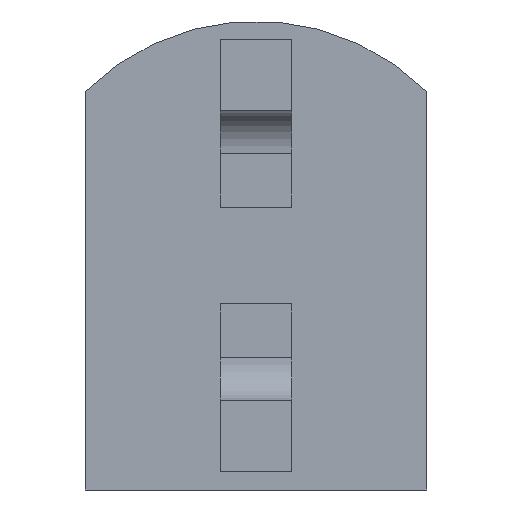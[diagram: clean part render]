
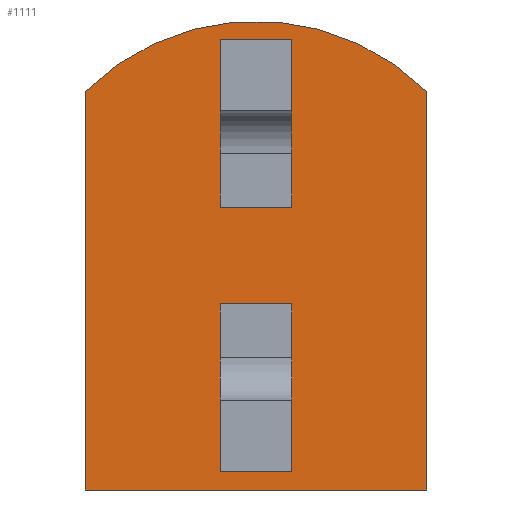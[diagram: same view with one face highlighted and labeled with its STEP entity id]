
A CAD part, front view. The second image highlights one B-rep face of the part: STEP entity #1111.
In plain terms, the highlighted planar face has unit normal (0, -1, 0).
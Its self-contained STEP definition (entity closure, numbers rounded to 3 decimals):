
#9 = CARTESIAN_POINT ( 'NONE',  ( -0.25, 0., -0.34 ) ) ;
#15 = VECTOR ( 'NONE', #678, 1000. ) ;
#23 = EDGE_CURVE ( 'NONE', #591, #342, #181, .T. ) ;
#27 = CARTESIAN_POINT ( 'NONE',  ( -1.2, 0., -1.65 ) ) ;
#38 = LINE ( 'NONE', #405, #15 ) ;
#47 = LINE ( 'NONE', #416, #1016 ) ;
#63 = CARTESIAN_POINT ( 'NONE',  ( 0.25, 0., -0.34 ) ) ;
#66 = LINE ( 'NONE', #759, #567 ) ;
#69 = ORIENTED_EDGE ( 'NONE', *, *, #851, .T. ) ;
#88 = CARTESIAN_POINT ( 'NONE',  ( -1.2, 0., 0. ) ) ;
#101 = VECTOR ( 'NONE', #1015, 1000. ) ;
#125 = EDGE_LOOP ( 'NONE', ( #464, #229, #540, #1141 ) ) ;
#133 = VERTEX_POINT ( 'NONE', #292 ) ;
#170 = CARTESIAN_POINT ( 'NONE',  ( 0., 0., -1.65 ) ) ;
#172 = ORIENTED_EDGE ( 'NONE', *, *, #262, .T. ) ;
#181 = LINE ( 'NONE', #875, #781 ) ;
#182 = CARTESIAN_POINT ( 'NONE',  ( 0.25, 0., -1.191 ) ) ;
#185 = LINE ( 'NONE', #88, #1100 ) ;
#191 = CARTESIAN_POINT ( 'NONE',  ( 0.25, 0., 1.191 ) ) ;
#195 = CARTESIAN_POINT ( 'NONE',  ( 1.2, 0., 0. ) ) ;
#211 = EDGE_CURVE ( 'NONE', #793, #1080, #47, .T. ) ;
#215 = VECTOR ( 'NONE', #755, 1000. ) ;
#216 = AXIS2_PLACEMENT_3D ( 'NONE', #599, #241, #675 ) ;
#228 = DIRECTION ( 'NONE',  ( 0., 0., 1. ) ) ;
#229 = ORIENTED_EDGE ( 'NONE', *, *, #334, .F. ) ;
#241 = DIRECTION ( 'NONE',  ( 0., 1., 0. ) ) ;
#262 = EDGE_CURVE ( 'NONE', #878, #279, #681, .T. ) ;
#263 = LINE ( 'NONE', #617, #868 ) ;
#264 = EDGE_CURVE ( 'NONE', #878, #1099, #66, .T. ) ;
#279 = VERTEX_POINT ( 'NONE', #421 ) ;
#292 = CARTESIAN_POINT ( 'NONE',  ( 1.2, 0., 1.154 ) ) ;
#295 = DIRECTION ( 'NONE',  ( 0., 0., 1. ) ) ;
#321 = FACE_OUTER_BOUND ( 'NONE', #125, .T. ) ;
#334 = EDGE_CURVE ( 'NONE', #937, #887, #185, .T. ) ;
#341 = PLANE ( 'NONE',  #216 ) ;
#342 = VERTEX_POINT ( 'NONE', #191 ) ;
#379 = LINE ( 'NONE', #195, #1032 ) ;
#405 = CARTESIAN_POINT ( 'NONE',  ( 0.25, 0., 0.34 ) ) ;
#416 = CARTESIAN_POINT ( 'NONE',  ( -0.25, 0., 1.191 ) ) ;
#418 = CARTESIAN_POINT ( 'NONE',  ( 0., 0., -0.05 ) ) ;
#421 = CARTESIAN_POINT ( 'NONE',  ( -0.25, 0., -1.191 ) ) ;
#424 = CARTESIAN_POINT ( 'NONE',  ( 1.2, 0., -1.65 ) ) ;
#441 = AXIS2_PLACEMENT_3D ( 'NONE', #418, #951, #769 ) ;
#464 = ORIENTED_EDGE ( 'NONE', *, *, #653, .T. ) ;
#478 = DIRECTION ( 'NONE',  ( 0., 0., 1. ) ) ;
#512 = ORIENTED_EDGE ( 'NONE', *, *, #848, .T. ) ;
#518 = CARTESIAN_POINT ( 'NONE',  ( 0.25, 0., -1.191 ) ) ;
#522 = LINE ( 'NONE', #170, #101 ) ;
#525 = DIRECTION ( 'NONE',  ( -1., 0., 0. ) ) ;
#540 = ORIENTED_EDGE ( 'NONE', *, *, #690, .F. ) ;
#567 = VECTOR ( 'NONE', #228, 1000. ) ;
#572 = ORIENTED_EDGE ( 'NONE', *, *, #264, .F. ) ;
#591 = VERTEX_POINT ( 'NONE', #954 ) ;
#599 = CARTESIAN_POINT ( 'NONE',  ( 0., 0., 0. ) ) ;
#601 = EDGE_LOOP ( 'NONE', ( #646, #613, #512, #616 ) ) ;
#612 = LINE ( 'NONE', #63, #637 ) ;
#613 = ORIENTED_EDGE ( 'NONE', *, *, #23, .F. ) ;
#616 = ORIENTED_EDGE ( 'NONE', *, *, #211, .T. ) ;
#617 = CARTESIAN_POINT ( 'NONE',  ( 0.25, 0., 1.191 ) ) ;
#622 = DIRECTION ( 'NONE',  ( 0., 0., 1. ) ) ;
#630 = EDGE_CURVE ( 'NONE', #1099, #907, #612, .T. ) ;
#637 = VECTOR ( 'NONE', #525, 1000. ) ;
#646 = ORIENTED_EDGE ( 'NONE', *, *, #820, .F. ) ;
#653 = EDGE_CURVE ( 'NONE', #133, #887, #1017, .T. ) ;
#675 = DIRECTION ( 'NONE',  ( 0., 0., 1. ) ) ;
#678 = DIRECTION ( 'NONE',  ( -1., 0., 0. ) ) ;
#681 = LINE ( 'NONE', #518, #947 ) ;
#686 = CARTESIAN_POINT ( 'NONE',  ( 0.25, 0., -0.34 ) ) ;
#688 = VERTEX_POINT ( 'NONE', #424 ) ;
#690 = EDGE_CURVE ( 'NONE', #688, #937, #522, .T. ) ;
#755 = DIRECTION ( 'NONE',  ( 0., 0., 1. ) ) ;
#759 = CARTESIAN_POINT ( 'NONE',  ( 0.25, 0., -1.191 ) ) ;
#760 = CARTESIAN_POINT ( 'NONE',  ( -0.25, 0., 1.191 ) ) ;
#767 = DIRECTION ( 'NONE',  ( 0., 0., 1. ) ) ;
#769 = DIRECTION ( 'NONE',  ( 0., 0., 1. ) ) ;
#781 = VECTOR ( 'NONE', #478, 1000. ) ;
#787 = LINE ( 'NONE', #914, #215 ) ;
#793 = VERTEX_POINT ( 'NONE', #1102 ) ;
#820 = EDGE_CURVE ( 'NONE', #342, #1080, #263, .T. ) ;
#848 = EDGE_CURVE ( 'NONE', #591, #793, #38, .T. ) ;
#851 = EDGE_CURVE ( 'NONE', #279, #907, #787, .T. ) ;
#854 = DIRECTION ( 'NONE',  ( -1., 0., 0. ) ) ;
#868 = VECTOR ( 'NONE', #1045, 1000. ) ;
#875 = CARTESIAN_POINT ( 'NONE',  ( 0.25, 0., 1.191 ) ) ;
#878 = VERTEX_POINT ( 'NONE', #182 ) ;
#887 = VERTEX_POINT ( 'NONE', #972 ) ;
#897 = EDGE_CURVE ( 'NONE', #688, #133, #379, .T. ) ;
#907 = VERTEX_POINT ( 'NONE', #9 ) ;
#914 = CARTESIAN_POINT ( 'NONE',  ( -0.25, 0., -1.191 ) ) ;
#920 = ORIENTED_EDGE ( 'NONE', *, *, #630, .F. ) ;
#937 = VERTEX_POINT ( 'NONE', #27 ) ;
#947 = VECTOR ( 'NONE', #854, 1000. ) ;
#951 = DIRECTION ( 'NONE',  ( 0., -1., 0. ) ) ;
#954 = CARTESIAN_POINT ( 'NONE',  ( 0.25, 0., 0.34 ) ) ;
#972 = CARTESIAN_POINT ( 'NONE',  ( -1.2, 0., 1.154 ) ) ;
#1014 = EDGE_LOOP ( 'NONE', ( #572, #172, #69, #920 ) ) ;
#1015 = DIRECTION ( 'NONE',  ( -1., 0., 0. ) ) ;
#1016 = VECTOR ( 'NONE', #767, 1000. ) ;
#1017 = CIRCLE ( 'NONE', #441, 1.7 ) ;
#1023 = FACE_BOUND ( 'NONE', #1014, .T. ) ;
#1032 = VECTOR ( 'NONE', #622, 1000. ) ;
#1035 = FACE_BOUND ( 'NONE', #601, .T. ) ;
#1045 = DIRECTION ( 'NONE',  ( -1., 0., 0. ) ) ;
#1080 = VERTEX_POINT ( 'NONE', #760 ) ;
#1099 = VERTEX_POINT ( 'NONE', #686 ) ;
#1100 = VECTOR ( 'NONE', #295, 1000. ) ;
#1102 = CARTESIAN_POINT ( 'NONE',  ( -0.25, 0., 0.34 ) ) ;
#1111 = ADVANCED_FACE ( 'NONE', ( #1035, #321, #1023 ), #341, .F. ) ;
#1141 = ORIENTED_EDGE ( 'NONE', *, *, #897, .T. ) ;
